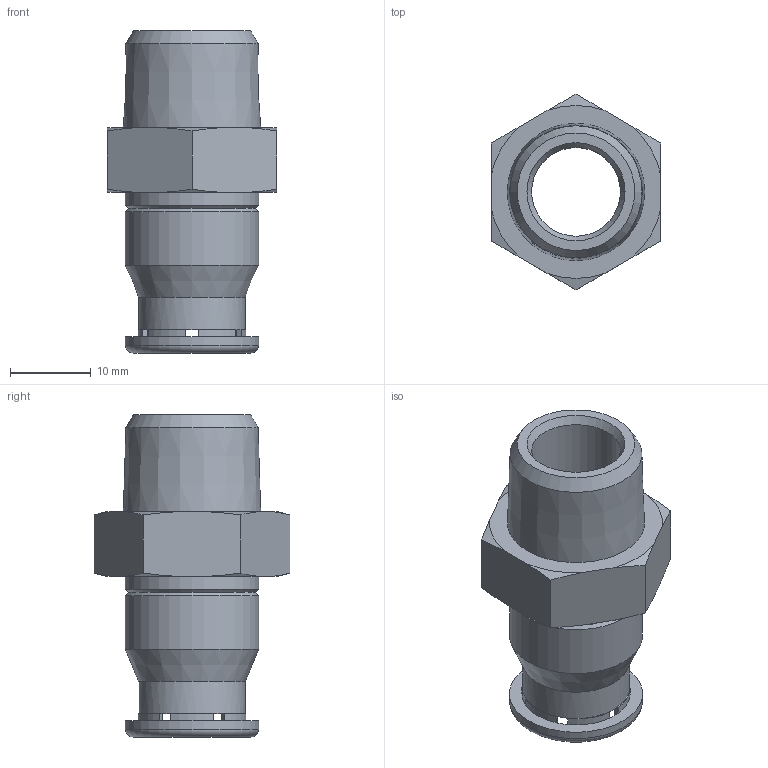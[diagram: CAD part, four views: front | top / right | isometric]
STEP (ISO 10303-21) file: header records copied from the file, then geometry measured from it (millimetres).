
FILE_DESCRIPTION(/* description */ ('STEP AP214'),/* implementation_level */ '2;1');
FILE_NAME(/* name */ '162867_CRQS-3_8-12',/* time_stamp */ '2024-08-08T20:15:29+02:00',/* author */ ('License CC BY-ND 4.0'),/* organization */ ('CADENAS'),/* preprocessor_version */ 'ST-DEVELOPER v19.3',/* originating_system */ 'PARTsolutions',/* authorisation */ ' ');
FILE_SCHEMA (('AUTOMOTIVE_DESIGN {1 0 10303 214 3 1 1}'));
Length unit declared in the file: millimetre
Products named in the file (1): 162867 CRQS-3/8-12
Bounding box: 21 x 24.25 x 39.9 mm (x, y, z)
Volume: 5010.7 mm3; surface area: 4219.3 mm2
Topology: 1 solids, 1 shells, 73 faces, 206 edges, 127 vertices
Faces by surface type: plane 36, cylinder 18, cone 18, torus 1
Full cylindrical faces by diameter (mm): 11 x1, 12 x1, 13.2 x1, 16.5 x3
Entity records: 2338 total; most frequent: CARTESIAN_POINT 460, DIRECTION 390, ORIENTED_EDGE 380, EDGE_CURVE 190, AXIS2_PLACEMENT_3D 150, VERTEX_POINT 124, EDGE_LOOP 92, FACE_BOUND 92
